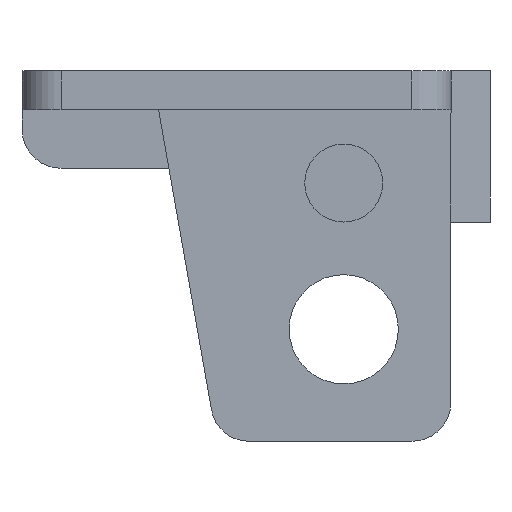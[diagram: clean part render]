
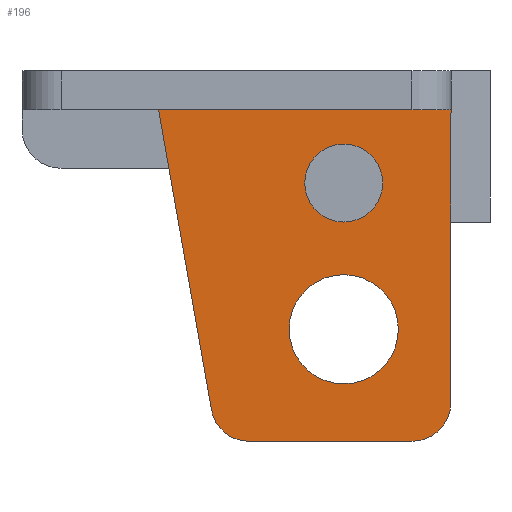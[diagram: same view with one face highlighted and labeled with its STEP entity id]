
A CAD part, left-side view. The second image highlights one B-rep face of the part: STEP entity #196.
In plain terms, the highlighted planar face has unit normal (-1, 0, 0).
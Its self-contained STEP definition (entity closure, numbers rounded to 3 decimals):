
#5 = VECTOR ( 'NONE', #619, 1000. ) ;
#7 = EDGE_LOOP ( 'NONE', ( #1600, #634 ) ) ;
#10 = VECTOR ( 'NONE', #464, 1000. ) ;
#33 = EDGE_CURVE ( 'NONE', #1471, #397, #353, .T. ) ;
#69 = ORIENTED_EDGE ( 'NONE', *, *, #1171, .F. ) ;
#108 = FACE_BOUND ( 'NONE', #1977, .T. ) ;
#149 = VERTEX_POINT ( 'NONE', #1690 ) ;
#159 = VERTEX_POINT ( 'NONE', #2035 ) ;
#170 = EDGE_CURVE ( 'NONE', #875, #1109, #594, .T. ) ;
#177 = AXIS2_PLACEMENT_3D ( 'NONE', #866, #1172, #1981 ) ;
#196 = ADVANCED_FACE ( 'NONE', ( #108, #1436, #1469 ), #1259, .F. ) ;
#208 = CARTESIAN_POINT ( 'NONE',  ( -115.8, -69.927, -8.259 ) ) ;
#215 = ORIENTED_EDGE ( 'NONE', *, *, #530, .T. ) ;
#219 = DIRECTION ( 'NONE',  ( 0., 0., 1. ) ) ;
#268 = CARTESIAN_POINT ( 'NONE',  ( -115.8, -63.142, -12.385 ) ) ;
#270 = DIRECTION ( 'NONE',  ( 0., 0., -1. ) ) ;
#353 = CIRCLE ( 'NONE', #177, 2. ) ;
#378 = CIRCLE ( 'NONE', #611, 2. ) ;
#381 = VERTEX_POINT ( 'NONE', #1492 ) ;
#393 = ORIENTED_EDGE ( 'NONE', *, *, #2054, .F. ) ;
#397 = VERTEX_POINT ( 'NONE', #1819 ) ;
#456 = DIRECTION ( 'NONE',  ( 0., 1., 0. ) ) ;
#460 = DIRECTION ( 'NONE',  ( 0., 0., -1. ) ) ;
#464 = DIRECTION ( 'NONE',  ( 0., 0., 1. ) ) ;
#465 = CARTESIAN_POINT ( 'NONE',  ( -115.8, -60.427, 3. ) ) ;
#495 = DIRECTION ( 'NONE',  ( 0., 0., 1. ) ) ;
#496 = CARTESIAN_POINT ( 'NONE',  ( -115.8, -73.427, -14. ) ) ;
#511 = DIRECTION ( 'NONE',  ( 0., 0., 1. ) ) ;
#530 = EDGE_CURVE ( 'NONE', #1109, #149, #772, .T. ) ;
#531 = CARTESIAN_POINT ( 'NONE',  ( -115.8, -75.427, 3. ) ) ;
#561 = CIRCLE ( 'NONE', #1847, 2.8 ) ;
#594 = LINE ( 'NONE', #612, #10 ) ;
#609 = EDGE_CURVE ( 'NONE', #159, #2106, #561, .T. ) ;
#611 = AXIS2_PLACEMENT_3D ( 'NONE', #1950, #930, #270 ) ;
#612 = CARTESIAN_POINT ( 'NONE',  ( -115.8, -75.427, 5. ) ) ;
#619 = DIRECTION ( 'NONE',  ( 0., 0.174, 0.985 ) ) ;
#634 = ORIENTED_EDGE ( 'NONE', *, *, #609, .F. ) ;
#645 = VERTEX_POINT ( 'NONE', #829 ) ;
#690 = CIRCLE ( 'NONE', #1421, 2.8 ) ;
#696 = AXIS2_PLACEMENT_3D ( 'NONE', #1792, #2095, #972 ) ;
#698 = CARTESIAN_POINT ( 'NONE',  ( -115.8, -69.927, -8.259 ) ) ;
#716 = CARTESIAN_POINT ( 'NONE',  ( -115.8, -69.927, -2.759 ) ) ;
#755 = CARTESIAN_POINT ( 'NONE',  ( -115.8, -69.927, -0.759 ) ) ;
#772 = LINE ( 'NONE', #465, #1769 ) ;
#829 = CARTESIAN_POINT ( 'NONE',  ( -115.8, -69.927, 1.241 ) ) ;
#834 = DIRECTION ( 'NONE',  ( -1., 0., 0. ) ) ;
#857 = CARTESIAN_POINT ( 'NONE',  ( -115.8, -75.427, -14. ) ) ;
#866 = CARTESIAN_POINT ( 'NONE',  ( -115.8, -73.427, -12. ) ) ;
#875 = VERTEX_POINT ( 'NONE', #2125 ) ;
#886 = DIRECTION ( 'NONE',  ( 1., 0., 0. ) ) ;
#915 = CARTESIAN_POINT ( 'NONE',  ( -115.8, -65.066, -12.046 ) ) ;
#930 = DIRECTION ( 'NONE',  ( -1., 0., 0. ) ) ;
#944 = DIRECTION ( 'NONE',  ( -1., 0., 0. ) ) ;
#972 = DIRECTION ( 'NONE',  ( 0., 0., -1. ) ) ;
#983 = ORIENTED_EDGE ( 'NONE', *, *, #170, .T. ) ;
#1059 = DIRECTION ( 'NONE',  ( 0., 0., -1. ) ) ;
#1079 = VECTOR ( 'NONE', #456, 1000. ) ;
#1109 = VERTEX_POINT ( 'NONE', #531 ) ;
#1139 = LINE ( 'NONE', #1813, #5 ) ;
#1171 = EDGE_CURVE ( 'NONE', #381, #1750, #1731, .T. ) ;
#1172 = DIRECTION ( 'NONE',  ( -1., 0., 0. ) ) ;
#1173 = CARTESIAN_POINT ( 'NONE',  ( -115.8, -69.927, -5.459 ) ) ;
#1241 = VERTEX_POINT ( 'NONE', #716 ) ;
#1259 = PLANE ( 'NONE',  #696 ) ;
#1291 = EDGE_CURVE ( 'NONE', #1241, #645, #378, .T. ) ;
#1294 = CARTESIAN_POINT ( 'NONE',  ( -115.8, -60.427, -14. ) ) ;
#1324 = LINE ( 'NONE', #1294, #1079 ) ;
#1332 = EDGE_CURVE ( 'NONE', #645, #1241, #1391, .T. ) ;
#1391 = CIRCLE ( 'NONE', #1625, 2. ) ;
#1421 = AXIS2_PLACEMENT_3D ( 'NONE', #208, #834, #495 ) ;
#1436 = FACE_BOUND ( 'NONE', #7, .T. ) ;
#1469 = FACE_OUTER_BOUND ( 'NONE', #1728, .T. ) ;
#1471 = VERTEX_POINT ( 'NONE', #496 ) ;
#1492 = CARTESIAN_POINT ( 'NONE',  ( -115.8, -65.066, -14. ) ) ;
#1531 = ORIENTED_EDGE ( 'NONE', *, *, #33, .T. ) ;
#1541 = LINE ( 'NONE', #857, #1804 ) ;
#1600 = ORIENTED_EDGE ( 'NONE', *, *, #1831, .F. ) ;
#1625 = AXIS2_PLACEMENT_3D ( 'NONE', #755, #944, #460 ) ;
#1639 = ORIENTED_EDGE ( 'NONE', *, *, #1291, .F. ) ;
#1690 = CARTESIAN_POINT ( 'NONE',  ( -115.8, -60.427, 3. ) ) ;
#1703 = ORIENTED_EDGE ( 'NONE', *, *, #2092, .F. ) ;
#1728 = EDGE_LOOP ( 'NONE', ( #2076, #983, #215, #393, #69, #1703, #1531 ) ) ;
#1731 = CIRCLE ( 'NONE', #1936, 1.954 ) ;
#1750 = VERTEX_POINT ( 'NONE', #268 ) ;
#1769 = VECTOR ( 'NONE', #2138, 1000. ) ;
#1792 = CARTESIAN_POINT ( 'NONE',  ( -115.8, -60.427, -14. ) ) ;
#1804 = VECTOR ( 'NONE', #219, 1000. ) ;
#1813 = CARTESIAN_POINT ( 'NONE',  ( -115.8, -63.142, -12.385 ) ) ;
#1819 = CARTESIAN_POINT ( 'NONE',  ( -115.8, -75.427, -12. ) ) ;
#1829 = DIRECTION ( 'NONE',  ( -1., 0., 0. ) ) ;
#1831 = EDGE_CURVE ( 'NONE', #2106, #159, #690, .T. ) ;
#1847 = AXIS2_PLACEMENT_3D ( 'NONE', #698, #1829, #511 ) ;
#1869 = ORIENTED_EDGE ( 'NONE', *, *, #1332, .F. ) ;
#1936 = AXIS2_PLACEMENT_3D ( 'NONE', #915, #886, #1059 ) ;
#1950 = CARTESIAN_POINT ( 'NONE',  ( -115.8, -69.927, -0.759 ) ) ;
#1977 = EDGE_LOOP ( 'NONE', ( #1639, #1869 ) ) ;
#1981 = DIRECTION ( 'NONE',  ( 0., 0., -1. ) ) ;
#2035 = CARTESIAN_POINT ( 'NONE',  ( -115.8, -69.927, -11.059 ) ) ;
#2054 = EDGE_CURVE ( 'NONE', #1750, #149, #1139, .T. ) ;
#2076 = ORIENTED_EDGE ( 'NONE', *, *, #2121, .T. ) ;
#2092 = EDGE_CURVE ( 'NONE', #1471, #381, #1324, .T. ) ;
#2095 = DIRECTION ( 'NONE',  ( 1., 0., 0. ) ) ;
#2106 = VERTEX_POINT ( 'NONE', #1173 ) ;
#2121 = EDGE_CURVE ( 'NONE', #397, #875, #1541, .T. ) ;
#2125 = CARTESIAN_POINT ( 'NONE',  ( -115.8, -75.427, -2.759 ) ) ;
#2138 = DIRECTION ( 'NONE',  ( 0., 1., 0. ) ) ;
